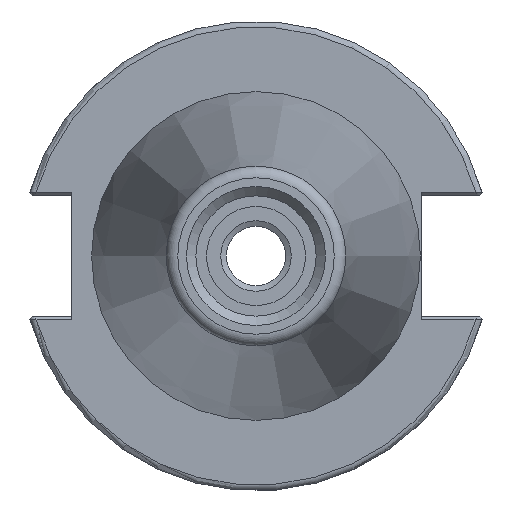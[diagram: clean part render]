
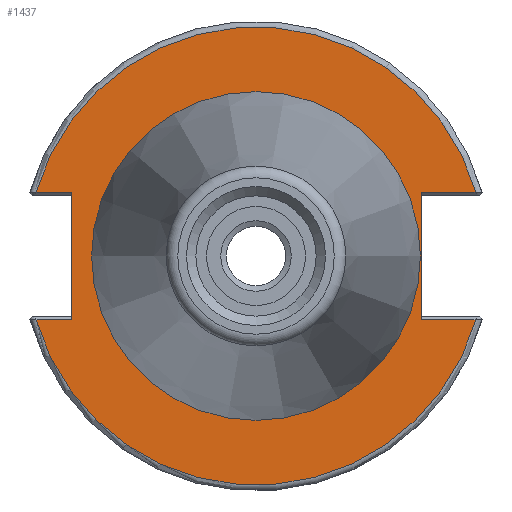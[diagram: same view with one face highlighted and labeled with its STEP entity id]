
A CAD part, left-side view. The second image highlights one B-rep face of the part: STEP entity #1437.
In plain terms, the highlighted planar face has unit normal (-1, 0, 0).
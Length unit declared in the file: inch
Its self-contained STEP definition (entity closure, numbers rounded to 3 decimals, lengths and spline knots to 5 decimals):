
#102=FACE_BOUND('',#254,.T.);
#109=PLANE('',#1554);
#164=FACE_OUTER_BOUND('',#253,.T.);
#253=EDGE_LOOP('',(#1021,#1022,#1023,#1024,#1025,#1026,#1027,#1028));
#254=EDGE_LOOP('',(#1029));
#343=LINE('',#2048,#463);
#344=LINE('',#2050,#464);
#345=LINE('',#2054,#465);
#346=LINE('',#2056,#466);
#347=LINE('',#2058,#467);
#348=LINE('',#2061,#468);
#463=VECTOR('',#1710,0.12159);
#464=VECTOR('',#1711,0.29091);
#465=VECTOR('',#1714,0.19091);
#466=VECTOR('',#1715,0.67625);
#467=VECTOR('',#1716,0.19091);
#468=VECTOR('',#1719,0.29091);
#588=CIRCLE('',#1553,0.86);
#589=CIRCLE('',#1555,1.21875);
#590=CIRCLE('',#1556,1.21875);
#631=VERTEX_POINT('',#2042);
#632=VERTEX_POINT('',#2046);
#633=VERTEX_POINT('',#2047);
#634=VERTEX_POINT('',#2049);
#635=VERTEX_POINT('',#2051);
#636=VERTEX_POINT('',#2053);
#637=VERTEX_POINT('',#2055);
#638=VERTEX_POINT('',#2057);
#639=VERTEX_POINT('',#2059);
#780=EDGE_CURVE('',#631,#631,#588,.T.);
#781=EDGE_CURVE('',#632,#633,#343,.T.);
#782=EDGE_CURVE('',#633,#634,#344,.T.);
#783=EDGE_CURVE('',#635,#634,#589,.T.);
#784=EDGE_CURVE('',#636,#635,#345,.T.);
#785=EDGE_CURVE('',#637,#636,#346,.T.);
#786=EDGE_CURVE('',#638,#637,#347,.T.);
#787=EDGE_CURVE('',#639,#638,#590,.T.);
#788=EDGE_CURVE('',#639,#632,#348,.T.);
#1021=ORIENTED_EDGE('',*,*,#781,.T.);
#1022=ORIENTED_EDGE('',*,*,#782,.T.);
#1023=ORIENTED_EDGE('',*,*,#783,.F.);
#1024=ORIENTED_EDGE('',*,*,#784,.F.);
#1025=ORIENTED_EDGE('',*,*,#785,.F.);
#1026=ORIENTED_EDGE('',*,*,#786,.F.);
#1027=ORIENTED_EDGE('',*,*,#787,.F.);
#1028=ORIENTED_EDGE('',*,*,#788,.T.);
#1029=ORIENTED_EDGE('',*,*,#780,.F.);
#1437=ADVANCED_FACE('',(#164,#102),#109,.T.);
#1553=AXIS2_PLACEMENT_3D('',#2044,#1706,#1707);
#1554=AXIS2_PLACEMENT_3D('',#2045,#1708,#1709);
#1555=AXIS2_PLACEMENT_3D('',#2052,#1712,#1713);
#1556=AXIS2_PLACEMENT_3D('',#2060,#1717,#1718);
#1706=DIRECTION('center_axis',(-1.,0.,0.));
#1707=DIRECTION('ref_axis',(0.,0.,1.));
#1708=DIRECTION('center_axis',(-1.,0.,0.));
#1709=DIRECTION('ref_axis',(0.,0.,1.));
#1710=DIRECTION('',(0.,0.,1.));
#1711=DIRECTION('',(0.,-1.,0.));
#1712=DIRECTION('center_axis',(1.,0.,0.));
#1713=DIRECTION('ref_axis',(0.,0.,1.));
#1714=DIRECTION('',(0.,1.,0.));
#1715=DIRECTION('',(0.,0.,1.));
#1716=DIRECTION('',(0.,-1.,0.));
#1717=DIRECTION('center_axis',(1.,0.,0.));
#1718=DIRECTION('ref_axis',(0.,0.,-1.));
#1719=DIRECTION('',(0.,1.,0.));
#2042=CARTESIAN_POINT('',(0.125,0.,-0.86));
#2044=CARTESIAN_POINT('Origin',(0.125,0.,0.));
#2045=CARTESIAN_POINT('Origin',(0.125,-0.875,0.));
#2046=CARTESIAN_POINT('',(0.125,-0.88,-0.33813));
#2047=CARTESIAN_POINT('',(0.125,-0.88,0.33813));
#2048=CARTESIAN_POINT('',(0.125,-0.88,0.));
#2049=CARTESIAN_POINT('',(0.125,-1.17091,0.33813));
#2050=CARTESIAN_POINT('',(0.125,-0.9025,0.33813));
#2051=CARTESIAN_POINT('',(0.125,1.17091,0.33813));
#2052=CARTESIAN_POINT('Origin',(0.125,0.,0.));
#2053=CARTESIAN_POINT('',(0.125,0.98,0.33813));
#2054=CARTESIAN_POINT('',(0.125,0.0275,0.33813));
#2055=CARTESIAN_POINT('',(0.125,0.98,-0.33813));
#2056=CARTESIAN_POINT('',(0.125,0.98,-0.33813));
#2057=CARTESIAN_POINT('',(0.125,1.17091,-0.33813));
#2058=CARTESIAN_POINT('',(0.125,0.2775,-0.33813));
#2059=CARTESIAN_POINT('',(0.125,-1.17091,-0.33813));
#2060=CARTESIAN_POINT('Origin',(0.125,0.,0.));
#2061=CARTESIAN_POINT('',(0.125,-0.9025,-0.33813));
